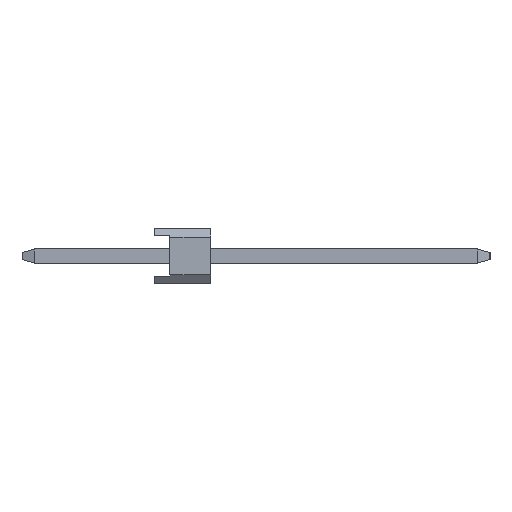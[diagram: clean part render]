
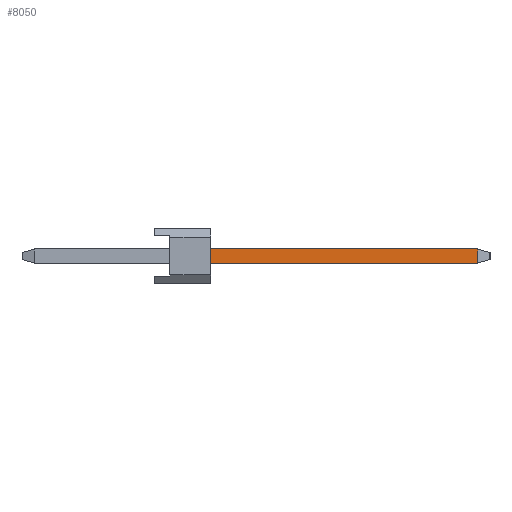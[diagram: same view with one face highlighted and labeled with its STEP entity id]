
A CAD part, left-side view. The second image highlights one B-rep face of the part: STEP entity #8050.
In plain terms, the highlighted planar face has unit normal (-1, 0, 0).
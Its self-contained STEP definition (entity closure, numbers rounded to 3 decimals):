
#6694=EDGE_CURVE('',#13692,#12730,#17303,.T.);
#6998=VERTEX_POINT('',#17639);
#8050=ADVANCED_FACE('',(#18795),#18796,.T.);
#12240=EDGE_CURVE('',#15128,#6998,#23456,.T.);
#12730=VERTEX_POINT('',#23997);
#13332=EDGE_CURVE('',#12730,#15128,#24672,.T.);
#13692=VERTEX_POINT('',#25070);
#14760=EDGE_CURVE('',#6998,#13692,#26239,.T.);
#15128=VERTEX_POINT('',#26639);
#17303=LINE('',#29573,#29574);
#17639=CARTESIAN_POINT('',(-42.23,-2.54,0.32));
#18795=FACE_OUTER_BOUND('',#31734,.T.);
#18796=PLANE('',#31735);
#23456=LINE('',#38510,#38511);
#23997=CARTESIAN_POINT('',(-42.23,-14.594,-0.32));
#24672=LINE('',#40190,#40191);
#25070=CARTESIAN_POINT('',(-42.23,-14.594,0.32));
#26239=LINE('',#42485,#42486);
#26639=CARTESIAN_POINT('',(-42.23,-2.54,-0.32));
#29573=CARTESIAN_POINT('',(-42.23,-14.594,0.5));
#29574=VECTOR('',#45491,1.0);
#31734=EDGE_LOOP('',(#46937,#46938,#46939,#46940));
#31735=AXIS2_PLACEMENT_3D('',#46941,#46942,#46943);
#38510=CARTESIAN_POINT('',(-42.23,-2.54,0.252));
#38511=VECTOR('',#52121,1.0);
#40190=CARTESIAN_POINT('',(-42.23,5.414,-0.32));
#40191=VECTOR('',#53379,1.0);
#42485=CARTESIAN_POINT('',(-42.23,-4.59,0.32));
#42486=VECTOR('',#54895,1.0);
#45491=DIRECTION('',(0.0,0.,-1.0));
#46937=ORIENTED_EDGE('',*,*,#12240,.F.);
#46938=ORIENTED_EDGE('',*,*,#13332,.F.);
#46939=ORIENTED_EDGE('',*,*,#6694,.F.);
#46940=ORIENTED_EDGE('',*,*,#14760,.F.);
#46941=CARTESIAN_POINT('',(-42.23,5.414,0.5));
#46942=DIRECTION('',(-1.0,0.,0.));
#46943=DIRECTION('',(0.,1.0,0.));
#52121=DIRECTION('',(0.,0.,1.0));
#53379=DIRECTION('',(0.,1.0,0.));
#54895=DIRECTION('',(0.,-1.0,0.));
